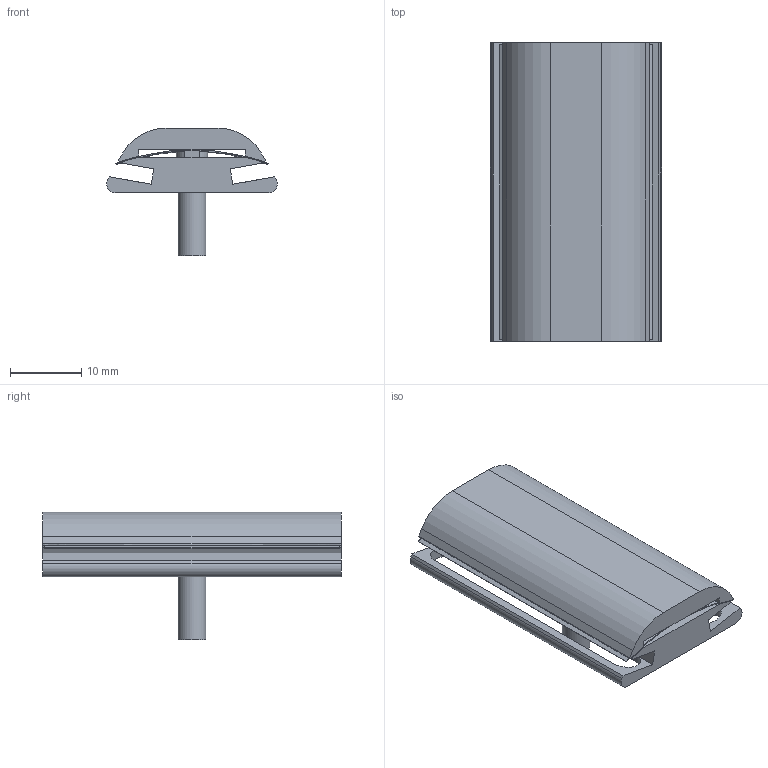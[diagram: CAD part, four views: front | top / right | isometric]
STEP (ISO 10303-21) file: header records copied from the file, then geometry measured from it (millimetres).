
FILE_DESCRIPTION(/* description */ (''),/* implementation_level */ '2;1');
FILE_NAME(/* name */ 'd15b1660-a94a-4fe0-afee-ae6d9688b872.stp',/* time_stamp */ '2025-08-08T00:18:22Z',/* author */ (''),/* organization */ (''),/* preprocessor_version */ 'ST-DEVELOPER v20.1',/* originating_system */ 'Autodesk Translation Framework v14.10.0.0',/* authorisation */ '');
FILE_SCHEMA (('AUTOMOTIVE_DESIGN { 1 0 10303 214 3 1 1 }'));
Length unit declared in the file: millimetre
Products named in the file (4): safetyRazor; razor; razorTop; razorBody
Assembly tree (3 placements, depth 2):
  safetyRazor
    razor
    razorTop
    razorBody
Bounding box: 24.06 x 42 x 18 mm (x, y, z)
Volume: 5447.1 mm3; surface area: 7108.1 mm2
Topology: 3 solids, 3 shells, 75 faces, 193 edges, 128 vertices
Faces by surface type: plane 46, cylinder 15, bspline 14
Full cylindrical faces by diameter (mm): 3.908 x1, 4.41 x1, 5 x1
Entity records: 2868 total; most frequent: CARTESIAN_POINT 1005, ORIENTED_EDGE 386, DIRECTION 315, EDGE_CURVE 193, VERTEX_POINT 128, LINE 119, VECTOR 119, AXIS2_PLACEMENT_3D 98
